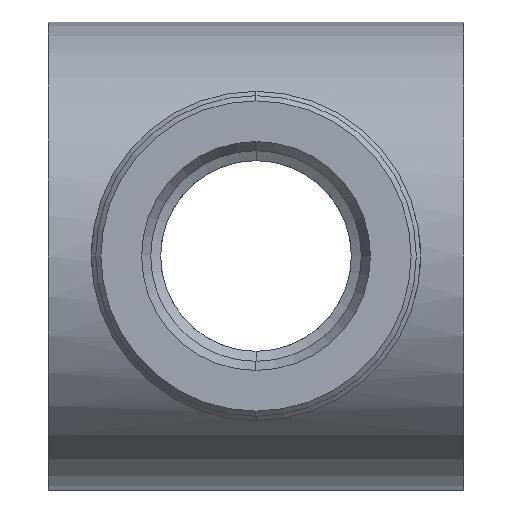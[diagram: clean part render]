
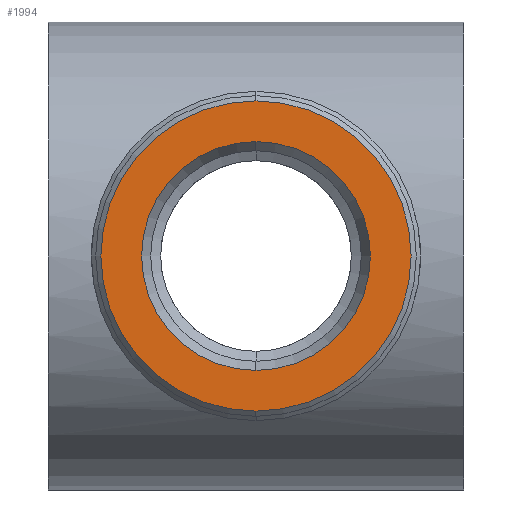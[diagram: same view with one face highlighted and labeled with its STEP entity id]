
A CAD part, left-side view. The second image highlights one B-rep face of the part: STEP entity #1994.
In plain terms, the highlighted planar face has unit normal (-1, 0, 0).
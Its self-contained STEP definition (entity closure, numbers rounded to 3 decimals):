
#1012 = CARTESIAN_POINT ( 'NONE',  ( -31.4, 0., 6.6 ) ) ;
#1282 = VERTEX_POINT ( 'NONE', #2081 ) ;
#1293 = VERTEX_POINT ( 'NONE', #2106 ) ;
#1303 = EDGE_CURVE ( 'NONE', #1573, #1293, #2114, .T. ) ;
#1371 = EDGE_CURVE ( 'NONE', #1282, #1372, #2332, .T. ) ;
#1372 = VERTEX_POINT ( 'NONE', #2292 ) ;
#1573 = VERTEX_POINT ( 'NONE', #1012 ) ;
#1869 = EDGE_CURVE ( 'NONE', #1372, #1282, #4070, .T. ) ;
#1913 = EDGE_LOOP ( 'NONE', ( #1914, #1993 ) ) ;
#1914 = ORIENTED_EDGE ( 'NONE', *, *, #1371, .F. ) ;
#1932 = ORIENTED_EDGE ( 'NONE', *, *, #1303, .T. ) ;
#1933 = ORIENTED_EDGE ( 'NONE', *, *, #1999, .T. ) ;
#1993 = ORIENTED_EDGE ( 'NONE', *, *, #1869, .F. ) ;
#1994 = ADVANCED_FACE ( 'NONE', ( #4121, #4126 ), #3171, .T. ) ;
#1995 = EDGE_LOOP ( 'NONE', ( #1932, #1933 ) ) ;
#1999 = EDGE_CURVE ( 'NONE', #1293, #1573, #4182, .T. ) ;
#2081 = CARTESIAN_POINT ( 'NONE',  ( -31.4, 0., -8.95 ) ) ;
#2106 = CARTESIAN_POINT ( 'NONE',  ( -31.4, 0., -6.6 ) ) ;
#2112 = CARTESIAN_POINT ( 'NONE',  ( -31.4, 0., 0. ) ) ;
#2113 = AXIS2_PLACEMENT_3D ( 'NONE', #2112, #2133, #2132 ) ;
#2114 = CIRCLE ( 'NONE', #2113, 6.6 ) ;
#2132 = DIRECTION ( 'NONE',  ( 0., 0., -1. ) ) ;
#2133 = DIRECTION ( 'NONE',  ( 1., 0., 0. ) ) ;
#2288 = DIRECTION ( 'NONE',  ( 0., 0., -1. ) ) ;
#2289 = DIRECTION ( 'NONE',  ( 1., 0., 0. ) ) ;
#2290 = CARTESIAN_POINT ( 'NONE',  ( -31.4, 0., 0. ) ) ;
#2291 = AXIS2_PLACEMENT_3D ( 'NONE', #2290, #2289, #2288 ) ;
#2292 = CARTESIAN_POINT ( 'NONE',  ( -31.4, 0., 8.95 ) ) ;
#2332 = CIRCLE ( 'NONE', #2291, 8.95 ) ;
#3171 = PLANE ( 'NONE',  #3687 ) ;
#3686 = CARTESIAN_POINT ( 'NONE',  ( -31.4, 8.95, 0. ) ) ;
#3687 = AXIS2_PLACEMENT_3D ( 'NONE', #3686, #3917, #3916 ) ;
#3916 = DIRECTION ( 'NONE',  ( 0., 0., 1. ) ) ;
#3917 = DIRECTION ( 'NONE',  ( -1., 0., 0. ) ) ;
#4011 = DIRECTION ( 'NONE',  ( 0., 0., -1. ) ) ;
#4015 = DIRECTION ( 'NONE',  ( 1., 0., 0. ) ) ;
#4070 = CIRCLE ( 'NONE', #4071, 8.95 ) ;
#4071 = AXIS2_PLACEMENT_3D ( 'NONE', #4073, #4015, #4011 ) ;
#4073 = CARTESIAN_POINT ( 'NONE',  ( -31.4, 0., 0. ) ) ;
#4121 = FACE_BOUND ( 'NONE', #1995, .T. ) ;
#4126 = FACE_OUTER_BOUND ( 'NONE', #1913, .T. ) ;
#4164 = DIRECTION ( 'NONE',  ( 0., 0., -1. ) ) ;
#4165 = AXIS2_PLACEMENT_3D ( 'NONE', #4166, #4183, #4164 ) ;
#4166 = CARTESIAN_POINT ( 'NONE',  ( -31.4, 0., 0. ) ) ;
#4182 = CIRCLE ( 'NONE', #4165, 6.6 ) ;
#4183 = DIRECTION ( 'NONE',  ( 1., 0., 0. ) ) ;
